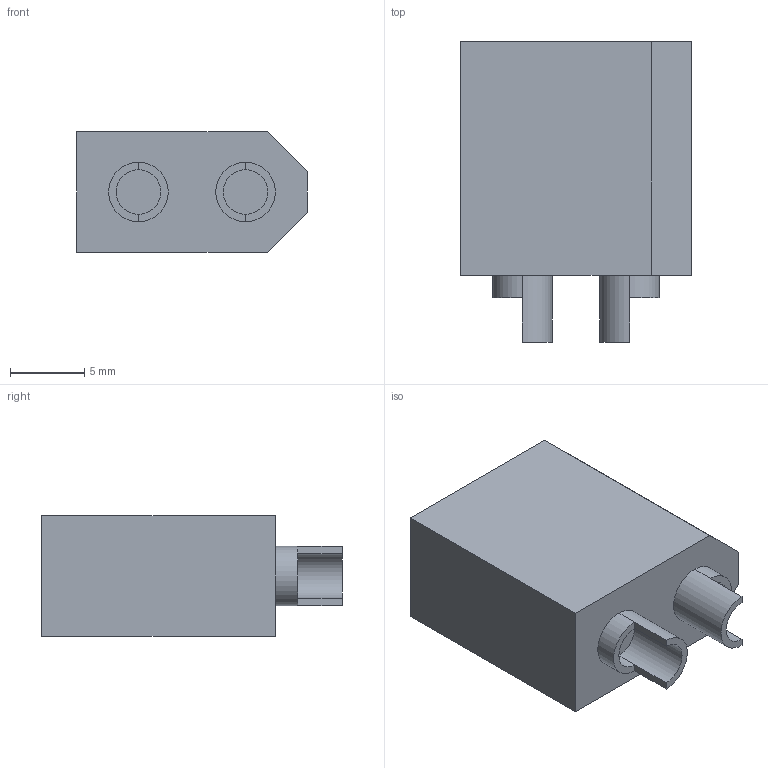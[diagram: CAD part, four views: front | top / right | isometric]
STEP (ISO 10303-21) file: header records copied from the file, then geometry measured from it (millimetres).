
FILE_DESCRIPTION (( 'STEP AP214' ), '1' );
FILE_NAME ('User Library-XT60-2.STEP', '2020-10-20T19:28:20', ( '' ), ( '' ), 'SwSTEP 2.0', 'SolidWorks 2020', '' );
FILE_SCHEMA (( 'AUTOMOTIVE_DESIGN' ));
Length unit declared in the file: millimetre
Products named in the file (1): User Library-XT60-2
Bounding box: 15.5 x 20.2 x 8.1 mm (x, y, z)
Volume: 1368 mm3; surface area: 1695.3 mm2
Topology: 1 solids, 1 shells, 45 faces, 100 edges, 64 vertices
Faces by surface type: plane 29, cylinder 16
Entity records: 1771 total; most frequent: DIRECTION 224, CARTESIAN_POINT 210, ORIENTED_EDGE 200, EDGE_CURVE 100, AXIS2_PLACEMENT_3D 78, LINE 68, VECTOR 68, VERTEX_POINT 64
